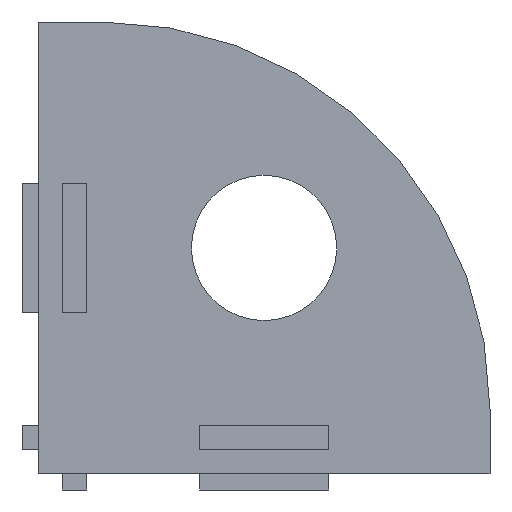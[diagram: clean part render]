
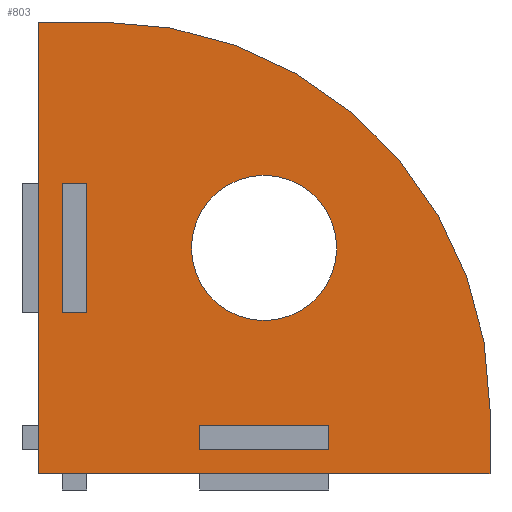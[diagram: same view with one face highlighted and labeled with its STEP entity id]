
A CAD part, front view. The second image highlights one B-rep face of the part: STEP entity #803.
In plain terms, the highlighted planar face has unit normal (0, -1, 0).
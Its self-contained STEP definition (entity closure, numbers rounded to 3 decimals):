
#12 = VERTEX_POINT ( 'NONE', #405 ) ;
#17 = ORIENTED_EDGE ( 'NONE', *, *, #1418, .T. ) ;
#24 = DIRECTION ( 'NONE',  ( -1., 0., 0. ) ) ;
#26 = CARTESIAN_POINT ( 'NONE',  ( 28., 0., 4. ) ) ;
#27 = VECTOR ( 'NONE', #394, 1000. ) ;
#36 = VERTEX_POINT ( 'NONE', #26 ) ;
#38 = VERTEX_POINT ( 'NONE', #665 ) ;
#41 = DIRECTION ( 'NONE',  ( 0., 0., -1. ) ) ;
#54 = CIRCLE ( 'NONE', #650, 4.5 ) ;
#56 = EDGE_CURVE ( 'NONE', #12, #418, #379, .T. ) ;
#57 = ORIENTED_EDGE ( 'NONE', *, *, #443, .T. ) ;
#74 = CARTESIAN_POINT ( 'NONE',  ( 18., 0., 1.5 ) ) ;
#75 = DIRECTION ( 'NONE',  ( -1., 0., 0. ) ) ;
#78 = EDGE_CURVE ( 'NONE', #1281, #103, #796, .T. ) ;
#85 = VERTEX_POINT ( 'NONE', #453 ) ;
#99 = CARTESIAN_POINT ( 'NONE',  ( 10., 0., 3. ) ) ;
#103 = VERTEX_POINT ( 'NONE', #1294 ) ;
#107 = ORIENTED_EDGE ( 'NONE', *, *, #56, .T. ) ;
#119 = FACE_BOUND ( 'NONE', #579, .T. ) ;
#185 = CARTESIAN_POINT ( 'NONE',  ( 3., 0., 18. ) ) ;
#191 = VERTEX_POINT ( 'NONE', #1572 ) ;
#221 = EDGE_LOOP ( 'NONE', ( #330, #1038, #57, #1029, #17 ) ) ;
#230 = EDGE_CURVE ( 'NONE', #328, #12, #1338, .T. ) ;
#239 = AXIS2_PLACEMENT_3D ( 'NONE', #1246, #1258, #24 ) ;
#256 = CARTESIAN_POINT ( 'NONE',  ( 18., 0., 3. ) ) ;
#288 = LINE ( 'NONE', #1144, #968 ) ;
#294 = VECTOR ( 'NONE', #450, 1000. ) ;
#304 = EDGE_LOOP ( 'NONE', ( #107, #1530, #432, #1197 ) ) ;
#328 = VERTEX_POINT ( 'NONE', #616 ) ;
#330 = ORIENTED_EDGE ( 'NONE', *, *, #713, .T. ) ;
#375 = DIRECTION ( 'NONE',  ( -1., 0., 0. ) ) ;
#379 = LINE ( 'NONE', #256, #1382 ) ;
#394 = DIRECTION ( 'NONE',  ( 0., 0., 1. ) ) ;
#400 = PLANE ( 'NONE',  #1347 ) ;
#405 = CARTESIAN_POINT ( 'NONE',  ( 10., 0., 3. ) ) ;
#418 = VERTEX_POINT ( 'NONE', #1145 ) ;
#432 = ORIENTED_EDGE ( 'NONE', *, *, #1574, .T. ) ;
#443 = EDGE_CURVE ( 'NONE', #36, #592, #1027, .T. ) ;
#450 = DIRECTION ( 'NONE',  ( 0., 0., -1. ) ) ;
#453 = CARTESIAN_POINT ( 'NONE',  ( 3., 0., 10. ) ) ;
#455 = ORIENTED_EDGE ( 'NONE', *, *, #1240, .T. ) ;
#461 = VERTEX_POINT ( 'NONE', #1042 ) ;
#468 = VECTOR ( 'NONE', #41, 1000. ) ;
#485 = CARTESIAN_POINT ( 'NONE',  ( 14., 0., 14. ) ) ;
#496 = LINE ( 'NONE', #1600, #27 ) ;
#498 = VECTOR ( 'NONE', #75, 1000. ) ;
#505 = LINE ( 'NONE', #614, #619 ) ;
#518 = VERTEX_POINT ( 'NONE', #1440 ) ;
#568 = LINE ( 'NONE', #1196, #498 ) ;
#570 = ORIENTED_EDGE ( 'NONE', *, *, #78, .T. ) ;
#579 = EDGE_LOOP ( 'NONE', ( #570, #905, #1575, #740 ) ) ;
#590 = VERTEX_POINT ( 'NONE', #1405 ) ;
#591 = CARTESIAN_POINT ( 'NONE',  ( 28., 0., 0. ) ) ;
#592 = VERTEX_POINT ( 'NONE', #820 ) ;
#593 = DIRECTION ( 'NONE',  ( 0., 0., 1. ) ) ;
#597 = EDGE_CURVE ( 'NONE', #592, #518, #568, .T. ) ;
#606 = DIRECTION ( 'NONE',  ( 1., 0., 0. ) ) ;
#614 = CARTESIAN_POINT ( 'NONE',  ( 3., 0., 10. ) ) ;
#616 = CARTESIAN_POINT ( 'NONE',  ( 10., 0., 1.5 ) ) ;
#619 = VECTOR ( 'NONE', #375, 1000. ) ;
#623 = CARTESIAN_POINT ( 'NONE',  ( 28., 0., 4. ) ) ;
#632 = FACE_BOUND ( 'NONE', #1329, .T. ) ;
#650 = AXIS2_PLACEMENT_3D ( 'NONE', #485, #1245, #1138 ) ;
#665 = CARTESIAN_POINT ( 'NONE',  ( 0., 0., 0. ) ) ;
#683 = EDGE_CURVE ( 'NONE', #847, #1596, #1486, .T. ) ;
#710 = LINE ( 'NONE', #1567, #294 ) ;
#713 = EDGE_CURVE ( 'NONE', #38, #191, #1576, .T. ) ;
#728 = DIRECTION ( 'NONE',  ( 0., 1., 0. ) ) ;
#740 = ORIENTED_EDGE ( 'NONE', *, *, #1335, .T. ) ;
#753 = VECTOR ( 'NONE', #1282, 1000. ) ;
#782 = VECTOR ( 'NONE', #593, 1000. ) ;
#785 = LINE ( 'NONE', #927, #753 ) ;
#796 = LINE ( 'NONE', #185, #1564 ) ;
#803 = ADVANCED_FACE ( 'NONE', ( #119, #1255, #862, #632 ), #400, .F. ) ;
#820 = CARTESIAN_POINT ( 'NONE',  ( 4., 0., 28. ) ) ;
#847 = VERTEX_POINT ( 'NONE', #1270 ) ;
#862 = FACE_BOUND ( 'NONE', #304, .T. ) ;
#905 = ORIENTED_EDGE ( 'NONE', *, *, #1602, .T. ) ;
#927 = CARTESIAN_POINT ( 'NONE',  ( 18., 0., 3. ) ) ;
#929 = DIRECTION ( 'NONE',  ( 1., 0., 0. ) ) ;
#964 = DIRECTION ( 'NONE',  ( -1., 0., 0. ) ) ;
#968 = VECTOR ( 'NONE', #1413, 1000. ) ;
#972 = CARTESIAN_POINT ( 'NONE',  ( 14., 0., 14. ) ) ;
#993 = VECTOR ( 'NONE', #994, 1000. ) ;
#994 = DIRECTION ( 'NONE',  ( -1., 0., 0. ) ) ;
#998 = VECTOR ( 'NONE', #606, 1000. ) ;
#1027 = CIRCLE ( 'NONE', #239, 24. ) ;
#1029 = ORIENTED_EDGE ( 'NONE', *, *, #597, .T. ) ;
#1034 = CARTESIAN_POINT ( 'NONE',  ( 0., 0., 4. ) ) ;
#1038 = ORIENTED_EDGE ( 'NONE', *, *, #1368, .F. ) ;
#1042 = CARTESIAN_POINT ( 'NONE',  ( 18., 0., 1.5 ) ) ;
#1105 = ORIENTED_EDGE ( 'NONE', *, *, #683, .T. ) ;
#1138 = DIRECTION ( 'NONE',  ( -1., 0., 0. ) ) ;
#1144 = CARTESIAN_POINT ( 'NONE',  ( 28., 0., 4. ) ) ;
#1145 = CARTESIAN_POINT ( 'NONE',  ( 18., 0., 3. ) ) ;
#1166 = EDGE_CURVE ( 'NONE', #85, #590, #505, .T. ) ;
#1196 = CARTESIAN_POINT ( 'NONE',  ( 0., 0., 28. ) ) ;
#1197 = ORIENTED_EDGE ( 'NONE', *, *, #230, .T. ) ;
#1209 = AXIS2_PLACEMENT_3D ( 'NONE', #972, #728, #964 ) ;
#1237 = CARTESIAN_POINT ( 'NONE',  ( 1.5, 0., 18. ) ) ;
#1240 = EDGE_CURVE ( 'NONE', #1596, #847, #54, .T. ) ;
#1245 = DIRECTION ( 'NONE',  ( 0., 1., 0. ) ) ;
#1246 = CARTESIAN_POINT ( 'NONE',  ( 4., 0., 4. ) ) ;
#1249 = DIRECTION ( 'NONE',  ( 1., 0., 0. ) ) ;
#1255 = FACE_OUTER_BOUND ( 'NONE', #221, .T. ) ;
#1258 = DIRECTION ( 'NONE',  ( 0., -1., 0. ) ) ;
#1270 = CARTESIAN_POINT ( 'NONE',  ( 14., 0., 18.5 ) ) ;
#1281 = VERTEX_POINT ( 'NONE', #1237 ) ;
#1282 = DIRECTION ( 'NONE',  ( 0., 0., -1. ) ) ;
#1294 = CARTESIAN_POINT ( 'NONE',  ( 3., 0., 18. ) ) ;
#1329 = EDGE_LOOP ( 'NONE', ( #1105, #455 ) ) ;
#1330 = CARTESIAN_POINT ( 'NONE',  ( 14., 0., 9.5 ) ) ;
#1335 = EDGE_CURVE ( 'NONE', #590, #1281, #496, .T. ) ;
#1338 = LINE ( 'NONE', #99, #782 ) ;
#1347 = AXIS2_PLACEMENT_3D ( 'NONE', #623, #1356, #1515 ) ;
#1356 = DIRECTION ( 'NONE',  ( 0., 1., 0. ) ) ;
#1368 = EDGE_CURVE ( 'NONE', #36, #191, #288, .T. ) ;
#1382 = VECTOR ( 'NONE', #1249, 1000. ) ;
#1405 = CARTESIAN_POINT ( 'NONE',  ( 1.5, 0., 10. ) ) ;
#1413 = DIRECTION ( 'NONE',  ( 0., 0., -1. ) ) ;
#1418 = EDGE_CURVE ( 'NONE', #518, #38, #1543, .T. ) ;
#1440 = CARTESIAN_POINT ( 'NONE',  ( 0., 0., 28. ) ) ;
#1474 = EDGE_CURVE ( 'NONE', #418, #461, #785, .T. ) ;
#1475 = LINE ( 'NONE', #74, #993 ) ;
#1486 = CIRCLE ( 'NONE', #1209, 4.5 ) ;
#1515 = DIRECTION ( 'NONE',  ( -1., 0., 0. ) ) ;
#1530 = ORIENTED_EDGE ( 'NONE', *, *, #1474, .T. ) ;
#1543 = LINE ( 'NONE', #1034, #468 ) ;
#1564 = VECTOR ( 'NONE', #929, 1000. ) ;
#1567 = CARTESIAN_POINT ( 'NONE',  ( 3., 0., 18. ) ) ;
#1572 = CARTESIAN_POINT ( 'NONE',  ( 28., 0., 0. ) ) ;
#1574 = EDGE_CURVE ( 'NONE', #461, #328, #1475, .T. ) ;
#1575 = ORIENTED_EDGE ( 'NONE', *, *, #1166, .T. ) ;
#1576 = LINE ( 'NONE', #591, #998 ) ;
#1596 = VERTEX_POINT ( 'NONE', #1330 ) ;
#1600 = CARTESIAN_POINT ( 'NONE',  ( 1.5, 0., 18. ) ) ;
#1602 = EDGE_CURVE ( 'NONE', #103, #85, #710, .T. ) ;
